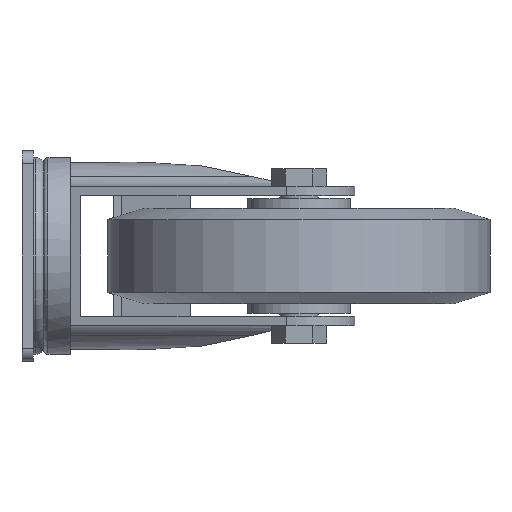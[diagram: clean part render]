
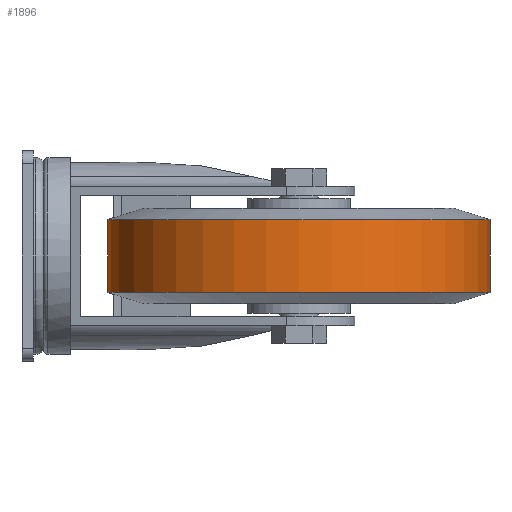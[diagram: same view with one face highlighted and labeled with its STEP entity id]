
A CAD part, left-side view. The second image highlights one B-rep face of the part: STEP entity #1896.
In plain terms, the highlighted cylindrical face has radius 100 mm (diameter 200 mm), a full revolution.
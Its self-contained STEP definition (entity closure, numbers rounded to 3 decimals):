
#948=ORIENTED_EDGE('',*,*,#1217,.T.);
#949=ORIENTED_EDGE('',*,*,#1216,.F.);
#1216=EDGE_CURVE('',#1397,#1397,#1476,.T.);
#1217=EDGE_CURVE('',#1398,#1398,#1477,.T.);
#1397=VERTEX_POINT('',#3220);
#1398=VERTEX_POINT('',#3223);
#1476=CIRCLE('',#2094,100.);
#1477=CIRCLE('',#2096,100.);
#1609=EDGE_LOOP('',(#948));
#1610=EDGE_LOOP('',(#949));
#1749=FACE_BOUND('',#1609,.T.);
#1750=FACE_BOUND('',#1610,.T.);
#1796=CYLINDRICAL_SURFACE('',#2095,100.);
#1896=ADVANCED_FACE('',(#1749,#1750),#1796,.T.);
#2094=AXIS2_PLACEMENT_3D('',#3219,#2634,#2635);
#2095=AXIS2_PLACEMENT_3D('',#3221,#2636,#2637);
#2096=AXIS2_PLACEMENT_3D('',#3222,#2638,#2639);
#2634=DIRECTION('',(0.,0.,-1.));
#2635=DIRECTION('',(-1.,0.,0.));
#2636=DIRECTION('',(0.,0.,-1.));
#2637=DIRECTION('',(-1.,0.,0.));
#2638=DIRECTION('',(0.,0.,-1.));
#2639=DIRECTION('',(-1.,0.,0.));
#3219=CARTESIAN_POINT('',(0.,0.,-19.08));
#3220=CARTESIAN_POINT('',(-100.,0.,-19.08));
#3221=CARTESIAN_POINT('',(0.,0.,0.));
#3222=CARTESIAN_POINT('',(0.,0.,19.08));
#3223=CARTESIAN_POINT('',(-100.,0.,19.08));
